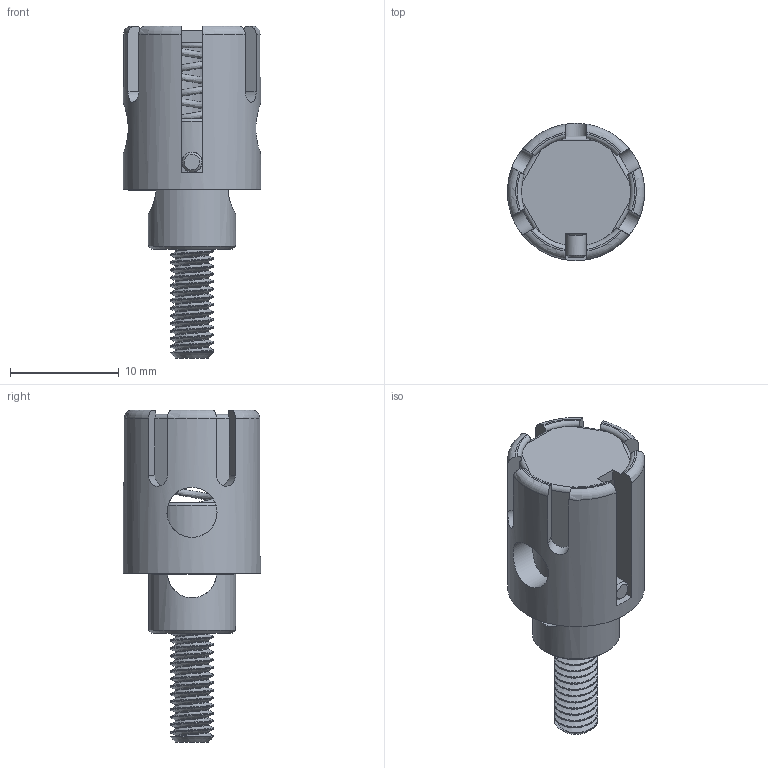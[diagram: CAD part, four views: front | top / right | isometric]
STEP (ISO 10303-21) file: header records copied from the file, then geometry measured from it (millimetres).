
FILE_DESCRIPTION(/* description */ (''),/* implementation_level */ '2;1');
FILE_NAME(/* name */ 'CL681570 SPT2 red.stp',/* time_stamp */ '2022-12-09T12:30:08+00:00',/* author */ ('TOttley'),/* organization */ (''),/* preprocessor_version */ 'ST-DEVELOPER v18.1',/* originating_system */ 'Autodesk Inventor 2022',/* authorisation */ '');
FILE_SCHEMA (('AUTOMOTIVE_DESIGN { 1 0 10303 214 3 1 1 }'));
Length unit declared in the file: millimetre
Products named in the file (1): Part3
Bounding box: 12.6 x 12.6 x 30.5 mm (x, y, z)
Volume: 1439.7 mm3; surface area: 2089.2 mm2
Topology: 1 solids, 1 shells, 230 faces, 662 edges, 436 vertices
Faces by surface type: plane 115, cylinder 47, bspline 46, torus 15, cone 6, sphere 1
Full cylindrical faces by diameter (mm): 1.84 x2, 4 x13, 4.5 x1, 4.6 x2, 5.3 x1, 8 x1, 12.6 x1
Entity records: 14190 total; most frequent: CARTESIAN_POINT 8263, ORIENTED_EDGE 1326, DIRECTION 937, EDGE_CURVE 663, VERTEX_POINT 436, LINE 373, VECTOR 373, AXIS2_PLACEMENT_3D 282
